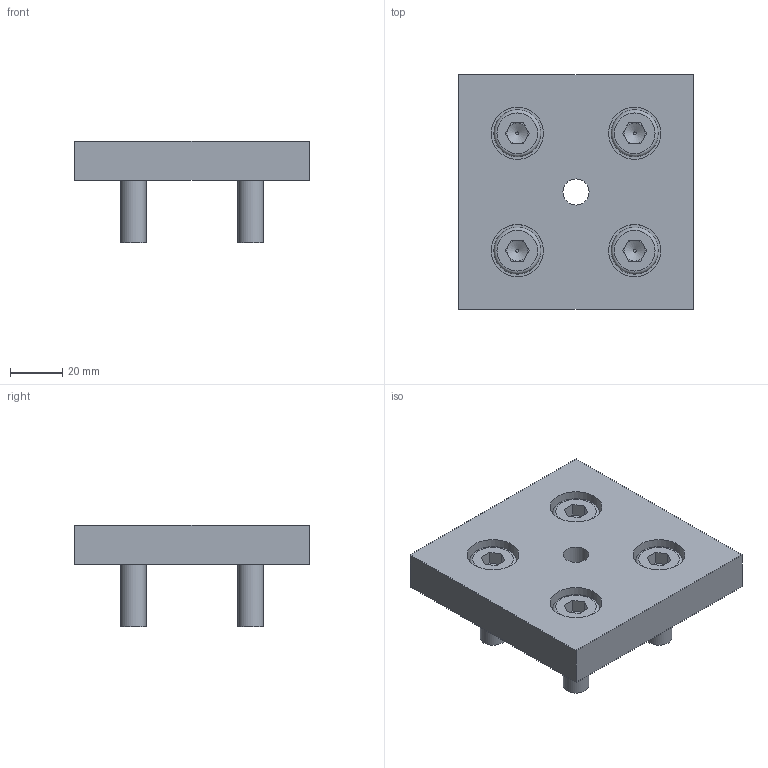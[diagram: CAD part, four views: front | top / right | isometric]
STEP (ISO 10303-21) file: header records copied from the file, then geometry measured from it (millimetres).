
FILE_DESCRIPTION(/* description */ (''),/* implementation_level */ '2;1');
FILE_NAME(/* name */ '146125',/* time_stamp */ '2014-10-06T10:01:51+02:00',/* author */ (''),/* organization */ (''),/* preprocessor_version */ 'ST-DEVELOPER v14',/* originating_system */ 'HiCAD 2013 1802.4 Build 509',/* authorisation */ '');
FILE_SCHEMA (('AUTOMOTIVE_DESIGN { 1 0 10303 214 1 1 1 1 }'));
Length unit declared in the file: millimetre
Products named in the file (6): Root; 146125Voetplaat 90x90 M10BOIKON3*; 920001Cil. inb. M12 x 30, DIN 7984 verk. kopBOIKON0
Assembly tree (5 placements, depth 3):
  Root
    146125Voetplaat 90x90 M10BOIKON3*
      920001Cil. inb. M12 x 30, DIN 7984 verk. kopBOIKON0
      920001Cil. inb. M12 x 30, DIN 7984 verk. kopBOIKON0
      920001Cil. inb. M12 x 30, DIN 7984 verk. kopBOIKON0
      920001Cil. inb. M12 x 30, DIN 7984 verk. kopBOIKON0
Bounding box: 90 x 90 x 39 mm (x, y, z)
Volume: 121144.4 mm3; surface area: 31853.3 mm2
Topology: 5 solids, 5 shells, 107 faces, 240 edges, 156 vertices
Faces by surface type: plane 74, cylinder 21, cone 8, torus 4
Full cylindrical faces by diameter (mm): 9.853 x4, 10 x1, 12 x4, 13.5 x4, 18 x4, 20 x4
Entity records: 4549 total; most frequent: DIRECTION 490, CARTESIAN_POINT 430, PRESENTATION_STYLE_ASSIGNMENT 369, COLOUR_RGB 366, DRAUGHTING_PRE_DEFINED_CURVE_FONT 364, CURVE_STYLE 364, OVER_RIDING_STYLED_ITEM 364, ORIENTED_EDGE 364
